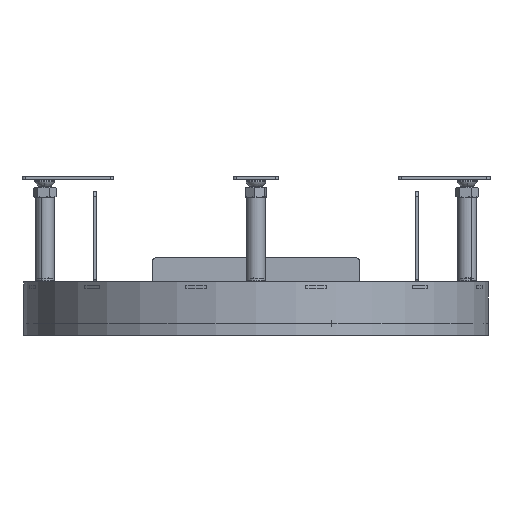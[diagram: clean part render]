
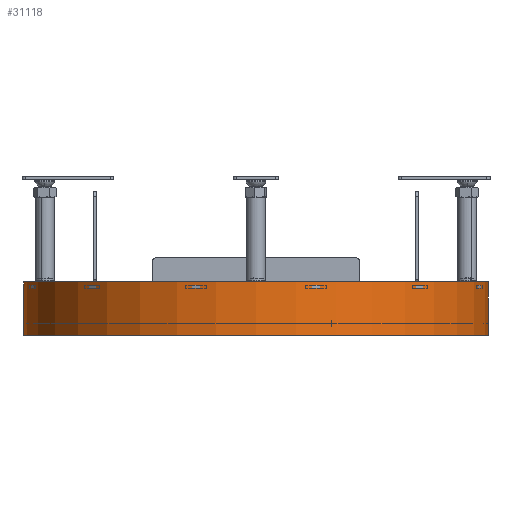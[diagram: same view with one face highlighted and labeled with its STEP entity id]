
A CAD part, left-side view. The second image highlights one B-rep face of the part: STEP entity #31118.
In plain terms, the highlighted cylindrical face has radius 152 mm (diameter 304 mm), a partial arc.
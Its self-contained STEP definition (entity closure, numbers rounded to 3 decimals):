
#29973=CARTESIAN_POINT('',(0.05,0.,35.));
#29974=DIRECTION('',(0.,0.,1.));
#29975=DIRECTION('',(0.001,-1.,0.));
#29976=AXIS2_PLACEMENT_3D('',#29973,#29974,#29975);
#29978=DIRECTION('',(0.,0.,1.));
#29979=VECTOR('',#29978,35.);
#29980=CARTESIAN_POINT('',(0.05,152.,
0.));
#29981=LINE('',#29980,#29979);
#29982=CARTESIAN_POINT('',(0.05,0.,
0.));
#29983=DIRECTION('',(0.,0.,-1.));
#29984=DIRECTION('',(0.,1.,0.));
#29985=AXIS2_PLACEMENT_3D('',#29982,#29983,#29984);
#29987=DIRECTION('',(0.,0.,-1.));
#29988=VECTOR('',#29987,23.);
#29989=CARTESIAN_POINT('',(0.152,-152.,23.));
#29990=LINE('',#29989,#29988);
#29991=CARTESIAN_POINT('',(1.158,-151.996,24.));
#29992=CARTESIAN_POINT('',(0.604,-152.,
23.95));
#29993=CARTESIAN_POINT('',(0.269,-152.,
23.617));
#29994=CARTESIAN_POINT('',(0.152,-152.,23.));
#29996=CARTESIAN_POINT('',(0.05,0.,24.));
#29997=DIRECTION('',(0.,0.,-1.));
#29998=DIRECTION('',(0.019,-1.,0.));
#29999=AXIS2_PLACEMENT_3D('',#29996,#29997,#29998);
#30001=CARTESIAN_POINT('',(3.926,-151.951,23.));
#30002=CARTESIAN_POINT('',(3.876,-151.952,
23.55));
#30003=CARTESIAN_POINT('',(3.541,-151.961,
23.883));
#30004=CARTESIAN_POINT('',(2.92,-151.973,24.));
#30006=DIRECTION('',(0.,0.,1.));
#30007=VECTOR('',#30006,1.);
#30008=CARTESIAN_POINT('',(3.926,-151.951,22.));
#30009=LINE('',#30008,#30007);
#30010=CARTESIAN_POINT('',(4.932,-151.922,21.));
#30011=CARTESIAN_POINT('',(4.379,-151.939,
21.05));
#30012=CARTESIAN_POINT('',(4.043,-151.948,
21.383));
#30013=CARTESIAN_POINT('',(3.926,-151.951,22.));
#30015=CARTESIAN_POINT('',(8.05,-151.789,22.));
#30016=CARTESIAN_POINT('',(8.,-151.792,
21.45));
#30017=CARTESIAN_POINT('',(7.665,-151.81,
21.117));
#30018=CARTESIAN_POINT('',(7.045,-151.839,21.));
#30020=DIRECTION('',(0.,0.,-1.));
#30021=VECTOR('',#30020,9.);
#30022=CARTESIAN_POINT('',(8.05,-151.789,31.));
#30023=LINE('',#30022,#30021);
#30024=CARTESIAN_POINT('',(7.045,-151.839,32.));
#30025=CARTESIAN_POINT('',(7.598,-151.813,
31.95));
#30026=CARTESIAN_POINT('',(7.933,-151.796,
31.617));
#30027=CARTESIAN_POINT('',(8.05,-151.789,31.));
#30029=CARTESIAN_POINT('',(3.926,-151.951,31.));
#30030=CARTESIAN_POINT('',(3.976,-151.949,
31.55));
#30031=CARTESIAN_POINT('',(4.312,-151.942,
31.883));
#30032=CARTESIAN_POINT('',(4.932,-151.922,32.));
#30034=DIRECTION('',(0.,0.,1.));
#30035=VECTOR('',#30034,1.);
#30036=CARTESIAN_POINT('',(3.926,-151.951,30.));
#30037=LINE('',#30036,#30035);
#30038=CARTESIAN_POINT('',(2.92,-151.973,29.));
#30039=CARTESIAN_POINT('',(3.474,-151.962,
29.05));
#30040=CARTESIAN_POINT('',(3.809,-151.954,
29.383));
#30041=CARTESIAN_POINT('',(3.926,-151.951,30.));
#30043=CARTESIAN_POINT('',(0.05,0.,29.));
#30044=DIRECTION('',(0.,0.,1.));
#30045=DIRECTION('',(0.007,-1.,0.));
#30046=AXIS2_PLACEMENT_3D('',#30043,#30044,#30045);
#30048=CARTESIAN_POINT('',(0.152,-152.,30.));
#30049=CARTESIAN_POINT('',(0.202,-152.,
29.45));
#30050=CARTESIAN_POINT('',(0.537,-152.,
29.117));
#30051=CARTESIAN_POINT('',(1.158,-151.996,29.));
#30053=DIRECTION('',(0.,0.,-1.));
#30054=VECTOR('',#30053,5.);
#30055=CARTESIAN_POINT('',(0.152,-152.,35.));
#30056=LINE('',#30055,#30054);
#30103=CARTESIAN_POINT('',(0.05,0.,21.));
#30104=DIRECTION('',(0.,0.,1.));
#30105=DIRECTION('',(0.032,-0.999,0.));
#30106=AXIS2_PLACEMENT_3D('',#30103,#30104,#30105);
#30125=CARTESIAN_POINT('',(0.05,0.,32.));
#30126=DIRECTION('',(0.,0.,-1.));
#30127=DIRECTION('',(0.046,-0.999,0.));
#30128=AXIS2_PLACEMENT_3D('',#30125,#30126,#30127);
#30244=CARTESIAN_POINT('',(0.05,152.,35.));
#30246=VERTEX_POINT('',#30244);
#30248=CARTESIAN_POINT('',(0.05,152.,
0.));
#30250=VERTEX_POINT('',#30248);
#30261=CARTESIAN_POINT('',(0.152,-152.,35.));
#30262=CARTESIAN_POINT('',(0.152,-152.,30.));
#30263=VERTEX_POINT('',#30261);
#30264=VERTEX_POINT('',#30262);
#30265=VERTEX_POINT('',#30038);
#30266=VERTEX_POINT('',#30041);
#30267=CARTESIAN_POINT('',(8.05,-151.789,31.));
#30268=CARTESIAN_POINT('',(8.05,-151.789,22.));
#30269=VERTEX_POINT('',#30267);
#30270=VERTEX_POINT('',#30268);
#30271=VERTEX_POINT('',#30018);
#30272=CARTESIAN_POINT('',(1.158,-151.996,29.));
#30273=VERTEX_POINT('',#30272);
#30274=CARTESIAN_POINT('',(3.926,-151.951,31.));
#30275=VERTEX_POINT('',#30274);
#30276=CARTESIAN_POINT('',(4.932,-151.922,21.));
#30277=VERTEX_POINT('',#30276);
#30278=VERTEX_POINT('',#30024);
#30279=CARTESIAN_POINT('',(4.932,-151.922,32.));
#30280=VERTEX_POINT('',#30279);
#30281=VERTEX_POINT('',#30001);
#30282=VERTEX_POINT('',#30004);
#30283=CARTESIAN_POINT('',(3.926,-151.951,22.));
#30284=VERTEX_POINT('',#30283);
#30285=CARTESIAN_POINT('',(1.158,-151.996,24.));
#30286=VERTEX_POINT('',#30285);
#30287=VERTEX_POINT('',#29994);
#30288=CARTESIAN_POINT('',(0.152,-152.,
0.));
#30289=VERTEX_POINT('',#30288);
#31079=CARTESIAN_POINT('',(0.05,0.,
-458.074));
#31080=DIRECTION('',(0.,0.,1.));
#31081=DIRECTION('',(1.,0.,0.));
#31082=AXIS2_PLACEMENT_3D('',#31079,#31080,#31081);
#31083=CYLINDRICAL_SURFACE('',#31082,152.);
#31084=ORIENTED_EDGE('',*,*,#30930,.T.);
#31086=ORIENTED_EDGE('',*,*,#31085,.F.);
#31087=ORIENTED_EDGE('',*,*,#30870,.T.);
#31089=ORIENTED_EDGE('',*,*,#31088,.F.);
#31091=ORIENTED_EDGE('',*,*,#31090,.F.);
#31093=ORIENTED_EDGE('',*,*,#31092,.F.);
#31095=ORIENTED_EDGE('',*,*,#31094,.F.);
#31097=ORIENTED_EDGE('',*,*,#31096,.F.);
#31099=ORIENTED_EDGE('',*,*,#31098,.F.);
#31101=ORIENTED_EDGE('',*,*,#31100,.T.);
#31103=ORIENTED_EDGE('',*,*,#31102,.F.);
#31105=ORIENTED_EDGE('',*,*,#31104,.F.);
#31107=ORIENTED_EDGE('',*,*,#31106,.F.);
#31109=ORIENTED_EDGE('',*,*,#31108,.T.);
#31110=ORIENTED_EDGE('',*,*,#31070,.F.);
#31111=ORIENTED_EDGE('',*,*,#31040,.F.);
#31112=ORIENTED_EDGE('',*,*,#31026,.F.);
#31113=ORIENTED_EDGE('',*,*,#30992,.F.);
#31114=ORIENTED_EDGE('',*,*,#30978,.F.);
#31115=ORIENTED_EDGE('',*,*,#30944,.F.);
#31116=EDGE_LOOP('',(#31084,#31086,#31087,#31089,#31091,#31093,#31095,#31097,
#31099,#31101,#31103,#31105,#31107,#31109,#31110,#31111,#31112,#31113,#31114,
#31115));
#31117=FACE_OUTER_BOUND('',#31116,.F.);
#31118=ADVANCED_FACE('',(#31117),#31083,.T.);
#29977=CIRCLE('',#29976,152.);
#29986=CIRCLE('',#29985,152.);
#29995=B_SPLINE_CURVE_WITH_KNOTS('',3,(#29991,#29992,#29993,#29994),
.UNSPECIFIED.,.F.,.F.,(4,4),(0.,1.),.UNSPECIFIED.);
#30000=CIRCLE('',#29999,152.);
#30005=B_SPLINE_CURVE_WITH_KNOTS('',3,(#30001,#30002,#30003,#30004),
.UNSPECIFIED.,.F.,.F.,(4,4),(0.,1.),.UNSPECIFIED.);
#30014=B_SPLINE_CURVE_WITH_KNOTS('',3,(#30010,#30011,#30012,#30013),
.UNSPECIFIED.,.F.,.F.,(4,4),(0.,1.),.UNSPECIFIED.);
#30019=B_SPLINE_CURVE_WITH_KNOTS('',3,(#30015,#30016,#30017,#30018),
.UNSPECIFIED.,.F.,.F.,(4,4),(0.,1.),.UNSPECIFIED.);
#30028=B_SPLINE_CURVE_WITH_KNOTS('',3,(#30024,#30025,#30026,#30027),
.UNSPECIFIED.,.F.,.F.,(4,4),(0.,1.),.UNSPECIFIED.);
#30033=B_SPLINE_CURVE_WITH_KNOTS('',3,(#30029,#30030,#30031,#30032),
.UNSPECIFIED.,.F.,.F.,(4,4),(0.,1.),.UNSPECIFIED.);
#30042=B_SPLINE_CURVE_WITH_KNOTS('',3,(#30038,#30039,#30040,#30041),
.UNSPECIFIED.,.F.,.F.,(4,4),(0.,1.),.UNSPECIFIED.);
#30047=CIRCLE('',#30046,152.);
#30052=B_SPLINE_CURVE_WITH_KNOTS('',3,(#30048,#30049,#30050,#30051),
.UNSPECIFIED.,.F.,.F.,(4,4),(0.,1.),.UNSPECIFIED.);
#30107=CIRCLE('',#30106,152.);
#30129=CIRCLE('',#30128,152.);
#30870=EDGE_CURVE('',#30250,#30289,#29986,.T.);
#30930=EDGE_CURVE('',#30263,#30246,#29977,.T.);
#30944=EDGE_CURVE('',#30263,#30264,#30056,.T.);
#30978=EDGE_CURVE('',#30264,#30273,#30052,.T.);
#30992=EDGE_CURVE('',#30273,#30265,#30047,.T.);
#31026=EDGE_CURVE('',#30265,#30266,#30042,.T.);
#31040=EDGE_CURVE('',#30266,#30275,#30037,.T.);
#31070=EDGE_CURVE('',#30275,#30280,#30033,.T.);
#31085=EDGE_CURVE('',#30250,#30246,#29981,.T.);
#31088=EDGE_CURVE('',#30287,#30289,#29990,.T.);
#31090=EDGE_CURVE('',#30286,#30287,#29995,.T.);
#31092=EDGE_CURVE('',#30282,#30286,#30000,.T.);
#31094=EDGE_CURVE('',#30281,#30282,#30005,.T.);
#31096=EDGE_CURVE('',#30284,#30281,#30009,.T.);
#31098=EDGE_CURVE('',#30277,#30284,#30014,.T.);
#31100=EDGE_CURVE('',#30277,#30271,#30107,.T.);
#31102=EDGE_CURVE('',#30270,#30271,#30019,.T.);
#31104=EDGE_CURVE('',#30269,#30270,#30023,.T.);
#31106=EDGE_CURVE('',#30278,#30269,#30028,.T.);
#31108=EDGE_CURVE('',#30278,#30280,#30129,.T.);
